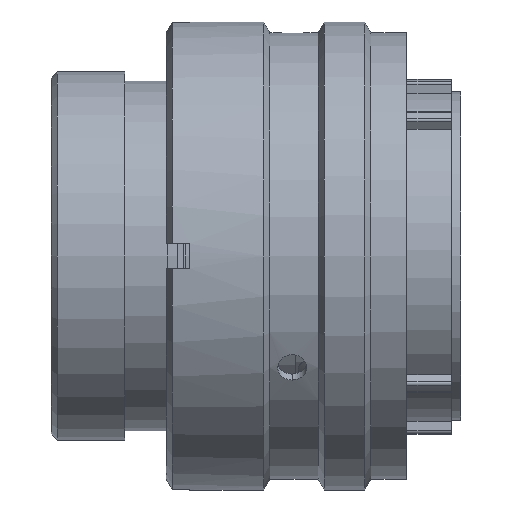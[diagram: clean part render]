
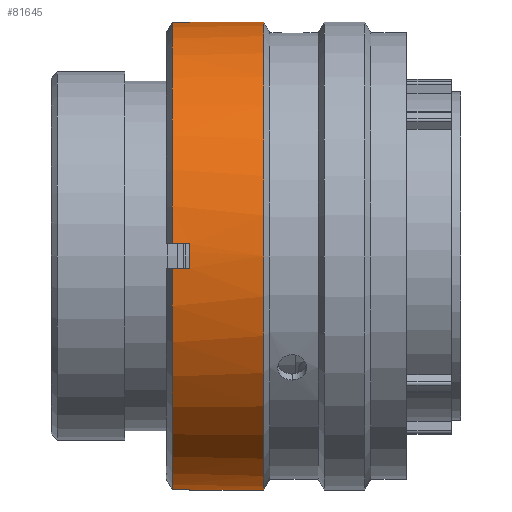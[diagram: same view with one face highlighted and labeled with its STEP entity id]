
A CAD part, front view. The second image highlights one B-rep face of the part: STEP entity #81645.
In plain terms, the highlighted cylindrical face has radius 19.05 mm (diameter 38.1 mm), a partial arc.
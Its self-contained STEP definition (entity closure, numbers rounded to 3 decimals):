
#2041 = DIRECTION ( 'NONE',  ( 1., 0., 0. ) ) ;
#2064 = DIRECTION ( 'NONE',  ( 1., 0., 0. ) ) ;
#2203 = VERTEX_POINT ( 'NONE', #27977 ) ;
#2522 = DIRECTION ( 'NONE',  ( 1., 0., 0. ) ) ;
#3935 = CARTESIAN_POINT ( 'NONE',  ( 28.928, -19.024, -1. ) ) ;
#4096 = CIRCLE ( 'NONE', #35623, 19.05 ) ;
#4341 = DIRECTION ( 'NONE',  ( 0., 0., 1. ) ) ;
#6035 = LINE ( 'NONE', #79966, #44780 ) ;
#7046 = VERTEX_POINT ( 'NONE', #85207 ) ;
#7132 = ORIENTED_EDGE ( 'NONE', *, *, #65865, .T. ) ;
#7599 = VERTEX_POINT ( 'NONE', #79501 ) ;
#8508 = DIRECTION ( 'NONE',  ( 1., 0., 0. ) ) ;
#8852 = AXIS2_PLACEMENT_3D ( 'NONE', #81400, #39635, #4341 ) ;
#10021 = EDGE_CURVE ( 'NONE', #37499, #80312, #37508, .T. ) ;
#10206 = CARTESIAN_POINT ( 'NONE',  ( 11.278, -1., 19.024 ) ) ;
#10993 = CARTESIAN_POINT ( 'NONE',  ( 28.928, 0., 0. ) ) ;
#11449 = CIRCLE ( 'NONE', #11833, 19.05 ) ;
#11833 = AXIS2_PLACEMENT_3D ( 'NONE', #51953, #2041, #15989 ) ;
#12148 = CARTESIAN_POINT ( 'NONE',  ( 11.278, -19.024, -1. ) ) ;
#12383 = VECTOR ( 'NONE', #24690, 1000. ) ;
#12971 = ORIENTED_EDGE ( 'NONE', *, *, #42486, .T. ) ;
#14503 = DIRECTION ( 'NONE',  ( 1., 0., 0. ) ) ;
#14573 = CARTESIAN_POINT ( 'NONE',  ( 9.878, -19.024, 1. ) ) ;
#15989 = DIRECTION ( 'NONE',  ( 0., 0., -1. ) ) ;
#16446 = DIRECTION ( 'NONE',  ( 0., 0., -1. ) ) ;
#18853 = DIRECTION ( 'NONE',  ( 1., 0., 0. ) ) ;
#19651 = CARTESIAN_POINT ( 'NONE',  ( 9.878, -1., -19.024 ) ) ;
#21401 = ORIENTED_EDGE ( 'NONE', *, *, #68157, .F. ) ;
#21999 = VERTEX_POINT ( 'NONE', #69736 ) ;
#22695 = EDGE_LOOP ( 'NONE', ( #52139, #27964, #12971, #41331, #7132, #86343, #73644, #35580, #52872, #48005, #31170, #21401 ) ) ;
#22745 = DIRECTION ( 'NONE',  ( 0., 0., 1. ) ) ;
#24690 = DIRECTION ( 'NONE',  ( -1., 0., 0. ) ) ;
#27964 = ORIENTED_EDGE ( 'NONE', *, *, #30070, .T. ) ;
#27977 = CARTESIAN_POINT ( 'NONE',  ( 9.878, -19.024, -1. ) ) ;
#28736 = EDGE_CURVE ( 'NONE', #82923, #2203, #76623, .T. ) ;
#29823 = VECTOR ( 'NONE', #18853, 1000. ) ;
#29902 = VERTEX_POINT ( 'NONE', #71699 ) ;
#30070 = EDGE_CURVE ( 'NONE', #7046, #83512, #65139, .T. ) ;
#30335 = AXIS2_PLACEMENT_3D ( 'NONE', #10993, #32681, #74760 ) ;
#31170 = ORIENTED_EDGE ( 'NONE', *, *, #71739, .T. ) ;
#32681 = DIRECTION ( 'NONE',  ( 1., 0., 0. ) ) ;
#32763 = CARTESIAN_POINT ( 'NONE',  ( 11.278, -1., -19.024 ) ) ;
#35580 = ORIENTED_EDGE ( 'NONE', *, *, #54805, .T. ) ;
#35623 = AXIS2_PLACEMENT_3D ( 'NONE', #46224, #2522, #66614 ) ;
#37499 = VERTEX_POINT ( 'NONE', #19651 ) ;
#37508 = LINE ( 'NONE', #50481, #60755 ) ;
#39429 = VERTEX_POINT ( 'NONE', #14573 ) ;
#39635 = DIRECTION ( 'NONE',  ( 1., 0., 0. ) ) ;
#40799 = DIRECTION ( 'NONE',  ( -1., 0., 0. ) ) ;
#41331 = ORIENTED_EDGE ( 'NONE', *, *, #43798, .T. ) ;
#42486 = EDGE_CURVE ( 'NONE', #83512, #29902, #79941, .T. ) ;
#43033 = DIRECTION ( 'NONE',  ( 0., 0., 1. ) ) ;
#43798 = EDGE_CURVE ( 'NONE', #29902, #39429, #4096, .T. ) ;
#44289 = AXIS2_PLACEMENT_3D ( 'NONE', #64069, #14503, #43033 ) ;
#44780 = VECTOR ( 'NONE', #58667, 1000. ) ;
#45477 = CIRCLE ( 'NONE', #58410, 19.05 ) ;
#46224 = CARTESIAN_POINT ( 'NONE',  ( 9.878, 0., 0. ) ) ;
#46688 = CARTESIAN_POINT ( 'NONE',  ( 28.928, 0., -19.05 ) ) ;
#48005 = ORIENTED_EDGE ( 'NONE', *, *, #52912, .T. ) ;
#48719 = LINE ( 'NONE', #68982, #29823 ) ;
#49059 = VECTOR ( 'NONE', #40799, 1000. ) ;
#49242 = DIRECTION ( 'NONE',  ( 1., 0., 0. ) ) ;
#50021 = CARTESIAN_POINT ( 'NONE',  ( 17.298, 0., -19.05 ) ) ;
#50481 = CARTESIAN_POINT ( 'NONE',  ( 28.928, -1., -19.024 ) ) ;
#50998 = CARTESIAN_POINT ( 'NONE',  ( 11.278, 0., 0. ) ) ;
#51953 = CARTESIAN_POINT ( 'NONE',  ( 9.878, 0., 0. ) ) ;
#52139 = ORIENTED_EDGE ( 'NONE', *, *, #68543, .F. ) ;
#52872 = ORIENTED_EDGE ( 'NONE', *, *, #10021, .T. ) ;
#52912 = EDGE_CURVE ( 'NONE', #80312, #21999, #83179, .T. ) ;
#54100 = EDGE_CURVE ( 'NONE', #56491, #82923, #54131, .T. ) ;
#54131 = CIRCLE ( 'NONE', #8852, 19.05 ) ;
#54805 = EDGE_CURVE ( 'NONE', #2203, #37499, #11449, .T. ) ;
#56491 = VERTEX_POINT ( 'NONE', #83060 ) ;
#58410 = AXIS2_PLACEMENT_3D ( 'NONE', #78858, #49242, #16446 ) ;
#58667 = DIRECTION ( 'NONE',  ( 1., 0., 0. ) ) ;
#60755 = VECTOR ( 'NONE', #2064, 1000. ) ;
#62237 = CYLINDRICAL_SURFACE ( 'NONE', #30335, 19.05 ) ;
#64069 = CARTESIAN_POINT ( 'NONE',  ( 11.278, 0., 0. ) ) ;
#65139 = CIRCLE ( 'NONE', #65607, 19.05 ) ;
#65607 = AXIS2_PLACEMENT_3D ( 'NONE', #50998, #8508, #22745 ) ;
#65865 = EDGE_CURVE ( 'NONE', #39429, #56491, #6035, .T. ) ;
#66614 = DIRECTION ( 'NONE',  ( 0., 0., -1. ) ) ;
#68157 = EDGE_CURVE ( 'NONE', #7599, #86825, #45477, .T. ) ;
#68543 = EDGE_CURVE ( 'NONE', #7046, #7599, #48719, .T. ) ;
#68982 = CARTESIAN_POINT ( 'NONE',  ( 28.928, 0., 19.05 ) ) ;
#69140 = VECTOR ( 'NONE', #82175, 1000. ) ;
#69736 = CARTESIAN_POINT ( 'NONE',  ( 11.278, 0., -19.05 ) ) ;
#71699 = CARTESIAN_POINT ( 'NONE',  ( 9.878, -1., 19.024 ) ) ;
#71739 = EDGE_CURVE ( 'NONE', #21999, #86825, #87952, .T. ) ;
#73644 = ORIENTED_EDGE ( 'NONE', *, *, #28736, .T. ) ;
#74760 = DIRECTION ( 'NONE',  ( 0., 0., -1. ) ) ;
#76623 = LINE ( 'NONE', #3935, #12383 ) ;
#76650 = FACE_OUTER_BOUND ( 'NONE', #22695, .T. ) ;
#78858 = CARTESIAN_POINT ( 'NONE',  ( 17.298, 0., 0. ) ) ;
#79501 = CARTESIAN_POINT ( 'NONE',  ( 17.298, 0., 19.05 ) ) ;
#79941 = LINE ( 'NONE', #83485, #49059 ) ;
#79966 = CARTESIAN_POINT ( 'NONE',  ( 28.928, -19.024, 1. ) ) ;
#80312 = VERTEX_POINT ( 'NONE', #32763 ) ;
#81400 = CARTESIAN_POINT ( 'NONE',  ( 11.278, 0., 0. ) ) ;
#81645 = ADVANCED_FACE ( 'NONE', ( #76650 ), #62237, .T. ) ;
#82175 = DIRECTION ( 'NONE',  ( 1., 0., 0. ) ) ;
#82923 = VERTEX_POINT ( 'NONE', #12148 ) ;
#83060 = CARTESIAN_POINT ( 'NONE',  ( 11.278, -19.024, 1. ) ) ;
#83179 = CIRCLE ( 'NONE', #44289, 19.05 ) ;
#83485 = CARTESIAN_POINT ( 'NONE',  ( 28.928, -1., 19.024 ) ) ;
#83512 = VERTEX_POINT ( 'NONE', #10206 ) ;
#85207 = CARTESIAN_POINT ( 'NONE',  ( 11.278, 0., 19.05 ) ) ;
#86343 = ORIENTED_EDGE ( 'NONE', *, *, #54100, .T. ) ;
#86825 = VERTEX_POINT ( 'NONE', #50021 ) ;
#87952 = LINE ( 'NONE', #46688, #69140 ) ;
